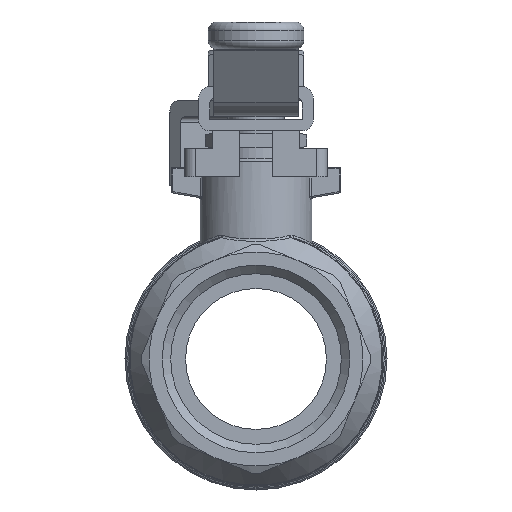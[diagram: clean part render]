
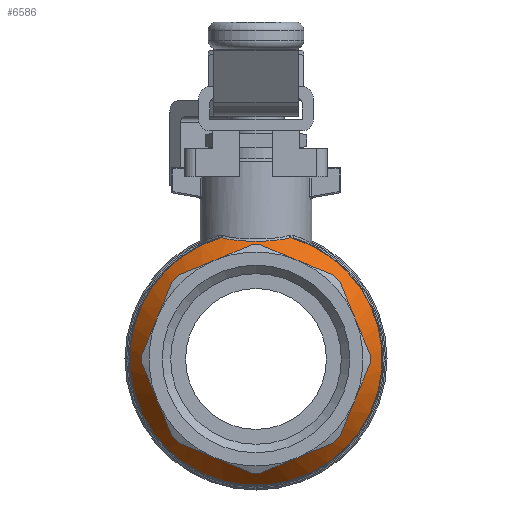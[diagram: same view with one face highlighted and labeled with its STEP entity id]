
A CAD part, left-side view. The second image highlights one B-rep face of the part: STEP entity #6586.
In plain terms, the highlighted conical face has half-angle 36.027 degrees and reference radius 18.5 mm.
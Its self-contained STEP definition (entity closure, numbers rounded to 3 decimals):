
#271=CONICAL_SURFACE('',#7009,18.5,0.629);
#989=B_SPLINE_CURVE_WITH_KNOTS('',3,(#9463,#9464,#9465,#9466,#9467,#9468,
#9469),.UNSPECIFIED.,.F.,.F.,(4,1,1,1,4),(0.,0.003,0.007,
0.01,0.013),.UNSPECIFIED.);
#1208=ORIENTED_EDGE('',*,*,#2643,.T.);
#1209=ORIENTED_EDGE('',*,*,#2644,.T.);
#1210=ORIENTED_EDGE('',*,*,#2645,.T.);
#2643=EDGE_CURVE('',#3337,#3337,#3783,.T.);
#2644=EDGE_CURVE('',#3338,#3339,#3784,.F.);
#2645=EDGE_CURVE('',#3339,#3338,#989,.T.);
#3337=VERTEX_POINT('',#9459);
#3338=VERTEX_POINT('',#9461);
#3339=VERTEX_POINT('',#9462);
#3783=CIRCLE('',#7010,18.596);
#3784=CIRCLE('',#7011,22.404);
#4051=EDGE_LOOP('',(#1208));
#4052=EDGE_LOOP('',(#1209,#1210));
#4460=FACE_BOUND('',#4051,.T.);
#4461=FACE_BOUND('',#4052,.T.);
#6586=ADVANCED_FACE('',(#4460,#4461),#271,.T.);
#7009=AXIS2_PLACEMENT_3D('',#9457,#7716,#7717);
#7010=AXIS2_PLACEMENT_3D('',#9458,#7718,#7719);
#7011=AXIS2_PLACEMENT_3D('',#9460,#7720,#7721);
#7716=DIRECTION('',(0.,1.,0.));
#7717=DIRECTION('',(0.,0.,1.));
#7718=DIRECTION('',(0.,1.,0.));
#7719=DIRECTION('',(0.,0.,1.));
#7720=DIRECTION('',(0.,1.,0.));
#7721=DIRECTION('',(0.,0.,1.));
#9457=CARTESIAN_POINT('',(0.,-13.5,0.));
#9458=CARTESIAN_POINT('',(0.,-13.369,0.));
#9459=CARTESIAN_POINT('',(0.,-13.369,18.596));
#9460=CARTESIAN_POINT('',(0.,-8.131,0.));
#9461=CARTESIAN_POINT('',(-6.155,-8.131,21.542));
#9462=CARTESIAN_POINT('',(6.155,-8.131,21.542));
#9463=CARTESIAN_POINT('',(6.155,-8.131,21.542));
#9464=CARTESIAN_POINT('',(5.283,-8.789,21.294));
#9465=CARTESIAN_POINT('',(3.33,-9.833,20.98));
#9466=CARTESIAN_POINT('',(0.009,-10.391,20.854));
#9467=CARTESIAN_POINT('',(-3.319,-9.838,20.978));
#9468=CARTESIAN_POINT('',(-5.283,-8.789,21.294));
#9469=CARTESIAN_POINT('',(-6.155,-8.131,21.542));
